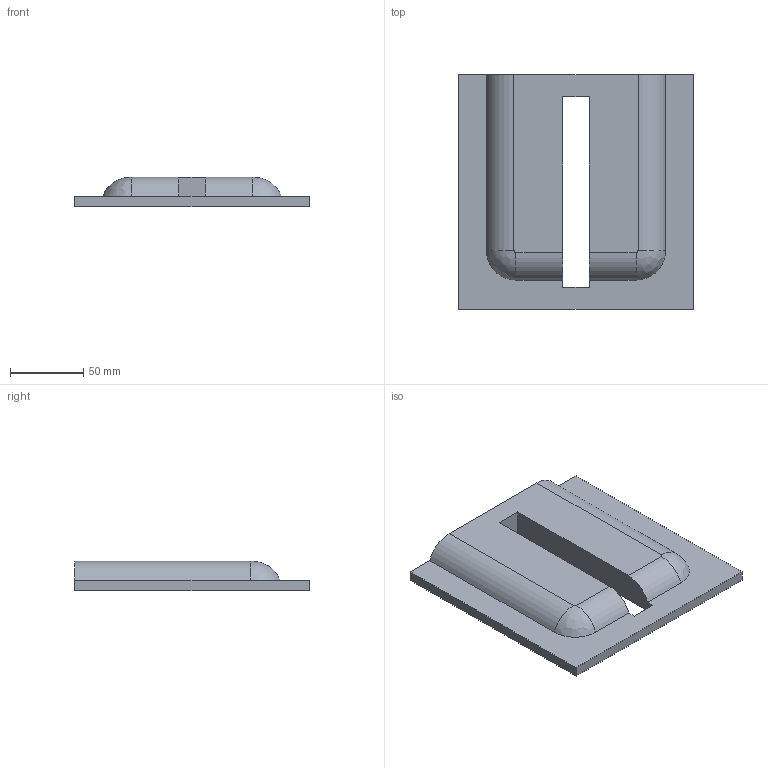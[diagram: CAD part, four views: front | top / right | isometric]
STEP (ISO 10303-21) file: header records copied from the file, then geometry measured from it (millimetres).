
FILE_DESCRIPTION(/* description */ (''),/* implementation_level */ '2;1');
FILE_NAME(/* name */ 'Wassertank Oberteil v1.step',/* time_stamp */ '2024-08-12T19:11:00+02:00',/* author */ (''),/* organization */ (''),/* preprocessor_version */ 'ST-DEVELOPER v20',/* originating_system */ 'Autodesk Translation Framework v12.14.0.127',/* authorisation */ '');
FILE_SCHEMA (('AUTOMOTIVE_DESIGN { 1 0 10303 214 3 1 1 }'));
Length unit declared in the file: millimetre
Products named in the file (1): Wassertank Oberteil
Bounding box: 160 x 160 x 20 mm (x, y, z)
Volume: 329091.7 mm3; surface area: 60647.5 mm2
Topology: 1 solids, 1 shells, 39 faces, 81 edges, 54 vertices
Faces by surface type: plane 22, cylinder 15, bspline 2
Full cylindrical faces by diameter (mm): 4 x11
Entity records: 1094 total; most frequent: DIRECTION 191, CARTESIAN_POINT 191, ORIENTED_EDGE 162, EDGE_CURVE 81, AXIS2_PLACEMENT_3D 72, VERTEX_POINT 54, EDGE_LOOP 51, LINE 47
